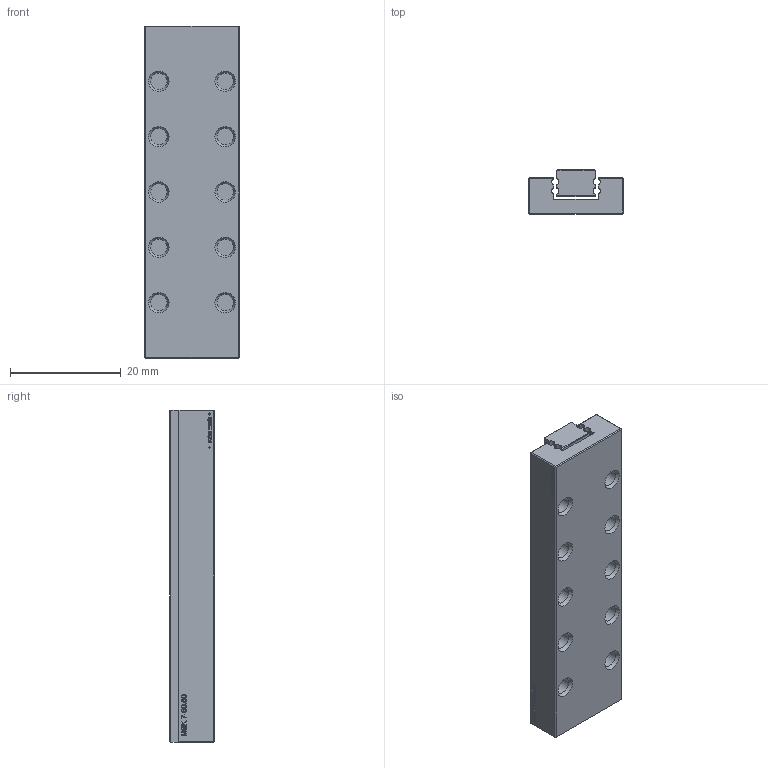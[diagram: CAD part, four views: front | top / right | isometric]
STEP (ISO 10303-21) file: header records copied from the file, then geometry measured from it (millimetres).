
FILE_DESCRIPTION(('FreeCAD Model'),'2;1');
FILE_NAME('MSK 7-60.50.step','2021-01-05T15:58:01',('Author'),(''), 'Open CASCADE STEP processor 6.8','FreeCAD','Unknown');
FILE_SCHEMA(('AUTOMOTIVE_DESIGN_CC2 { 1 2 10303 214 -1 1 5 4 }'));
Length unit declared in the file: millimetre
Products named in the file (3): ASSEMBLY; DP; TT
Assembly tree (2 placements, depth 2):
  ASSEMBLY
    DP
    TT
Bounding box: 17 x 8 x 60 mm (x, y, z)
Volume: 6007.4 mm3; surface area: 5755.9 mm2
Topology: 2 solids, 2 shells, 754 faces, 2030 edges, 1336 vertices
Faces by surface type: extrusion 454, plane 264, cylinder 22, cone 14
Full cylindrical faces by diameter (mm): 3 x10, 4.5 x4
Entity records: 50380 total; most frequent: CARTESIAN_POINT 12748, DIRECTION 5348, VECTOR 4578, LINE 4124, ORIENTED_EDGE 4060, PCURVE 4060, DEFINITIONAL_REPRESENTATION 4060, B_SPLINE_CURVE_WITH_KNOTS 2298
